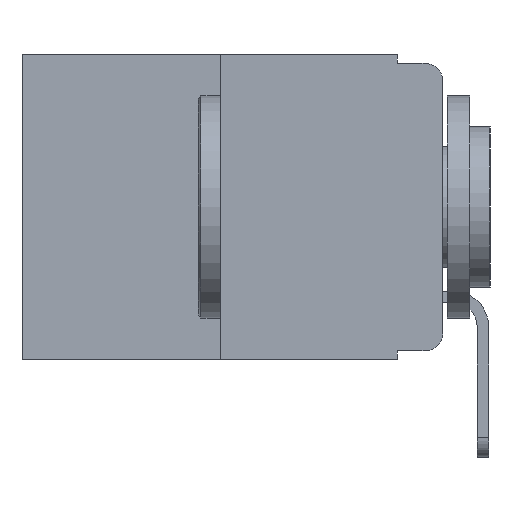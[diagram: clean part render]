
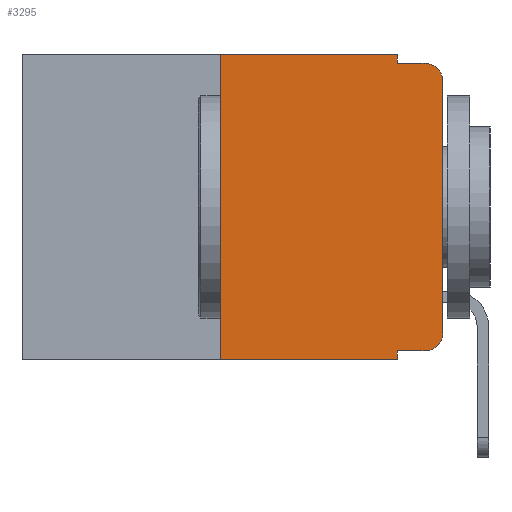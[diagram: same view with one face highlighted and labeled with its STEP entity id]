
A CAD part, left-side view. The second image highlights one B-rep face of the part: STEP entity #3295.
In plain terms, the highlighted planar face has unit normal (-1, 0, 0).
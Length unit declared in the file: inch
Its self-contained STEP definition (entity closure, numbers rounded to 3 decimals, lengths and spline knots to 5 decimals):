
#166 = DIRECTION ( 'NONE',  ( -1., 0., 0. ) ) ;
#595 = CARTESIAN_POINT ( 'NONE',  ( 0., 0.051, -0.333 ) ) ;
#751 = VERTEX_POINT ( 'NONE', #20511 ) ;
#947 = VERTEX_POINT ( 'NONE', #595 ) ;
#1135 = LINE ( 'NONE', #19571, #20232 ) ;
#1712 = CIRCLE ( 'NONE', #8962, 0.02 ) ;
#1975 = VECTOR ( 'NONE', #12642, 39.37008 ) ;
#2198 = CARTESIAN_POINT ( 'NONE',  ( 0., 0., 0. ) ) ;
#2495 = CARTESIAN_POINT ( 'NONE',  ( 0., 0.25, 0. ) ) ;
#2578 = CARTESIAN_POINT ( 'NONE',  ( 0., 0.051, 0. ) ) ;
#3295 = ADVANCED_FACE ( 'NONE', ( #4946 ), #11571, .F. ) ;
#3894 = CARTESIAN_POINT ( 'NONE',  ( 0., 0.02, -0.03 ) ) ;
#4286 = DIRECTION ( 'NONE',  ( 1., 0., 0. ) ) ;
#4518 = DIRECTION ( 'NONE',  ( 0., 0., 1. ) ) ;
#4908 = EDGE_CURVE ( 'NONE', #947, #12527, #6312, .T. ) ;
#4946 = FACE_OUTER_BOUND ( 'NONE', #23155, .T. ) ;
#5634 = VECTOR ( 'NONE', #10163, 39.37008 ) ;
#5789 = ORIENTED_EDGE ( 'NONE', *, *, #23244, .T. ) ;
#6004 = CARTESIAN_POINT ( 'NONE',  ( 0., 0.473, 0. ) ) ;
#6240 = DIRECTION ( 'NONE',  ( 0., 0., -1. ) ) ;
#6312 = LINE ( 'NONE', #19686, #22764 ) ;
#6355 = VECTOR ( 'NONE', #7554, 39.37008 ) ;
#6498 = EDGE_CURVE ( 'NONE', #7244, #22188, #22384, .T. ) ;
#6651 = LINE ( 'NONE', #2198, #6355 ) ;
#6935 = DIRECTION ( 'NONE',  ( 0., -1., 0. ) ) ;
#7244 = VERTEX_POINT ( 'NONE', #2578 ) ;
#7278 = CARTESIAN_POINT ( 'NONE',  ( 0., 0., -0.313 ) ) ;
#7360 = DIRECTION ( 'NONE',  ( -1., 0., 0. ) ) ;
#7554 = DIRECTION ( 'NONE',  ( 0., 0., 1. ) ) ;
#7582 = ORIENTED_EDGE ( 'NONE', *, *, #6498, .F. ) ;
#7874 = AXIS2_PLACEMENT_3D ( 'NONE', #3894, #166, #16871 ) ;
#8833 = CARTESIAN_POINT ( 'NONE',  ( 0., 0.051, -0.343 ) ) ;
#8962 = AXIS2_PLACEMENT_3D ( 'NONE', #14516, #7360, #16601 ) ;
#9425 = ORIENTED_EDGE ( 'NONE', *, *, #18633, .F. ) ;
#9755 = EDGE_CURVE ( 'NONE', #19753, #18206, #1135, .T. ) ;
#9988 = LINE ( 'NONE', #10095, #5634 ) ;
#10017 = VERTEX_POINT ( 'NONE', #7278 ) ;
#10095 = CARTESIAN_POINT ( 'NONE',  ( 0., 0.473, 0. ) ) ;
#10163 = DIRECTION ( 'NONE',  ( 0., -1., 0. ) ) ;
#10242 = AXIS2_PLACEMENT_3D ( 'NONE', #6004, #4286, #20929 ) ;
#10467 = EDGE_CURVE ( 'NONE', #22188, #15307, #12659, .T. ) ;
#11078 = CARTESIAN_POINT ( 'NONE',  ( 0., 0.02, -0.01 ) ) ;
#11571 = PLANE ( 'NONE',  #10242 ) ;
#11813 = LINE ( 'NONE', #18166, #1975 ) ;
#12527 = VERTEX_POINT ( 'NONE', #8833 ) ;
#12642 = DIRECTION ( 'NONE',  ( 0., -1., 0. ) ) ;
#12659 = LINE ( 'NONE', #20031, #21898 ) ;
#13345 = CARTESIAN_POINT ( 'NONE',  ( 0., 0.051, -0.01 ) ) ;
#13819 = ORIENTED_EDGE ( 'NONE', *, *, #4908, .F. ) ;
#13894 = CARTESIAN_POINT ( 'NONE',  ( 0., 0.051, 0. ) ) ;
#14516 = CARTESIAN_POINT ( 'NONE',  ( 0., 0.02, -0.313 ) ) ;
#15109 = ORIENTED_EDGE ( 'NONE', *, *, #19951, .T. ) ;
#15249 = EDGE_CURVE ( 'NONE', #751, #10017, #1712, .T. ) ;
#15307 = VERTEX_POINT ( 'NONE', #11078 ) ;
#16180 = ORIENTED_EDGE ( 'NONE', *, *, #22147, .T. ) ;
#16601 = DIRECTION ( 'NONE',  ( 0., 0., -1. ) ) ;
#16871 = DIRECTION ( 'NONE',  ( 0., 0., -1. ) ) ;
#17537 = VECTOR ( 'NONE', #6240, 39.37008 ) ;
#17886 = CIRCLE ( 'NONE', #7874, 0.02 ) ;
#17972 = VERTEX_POINT ( 'NONE', #23923 ) ;
#17983 = DIRECTION ( 'NONE',  ( 0., -1., 0. ) ) ;
#18004 = LINE ( 'NONE', #19836, #18595 ) ;
#18166 = CARTESIAN_POINT ( 'NONE',  ( 0., 0.051, -0.333 ) ) ;
#18206 = VERTEX_POINT ( 'NONE', #2495 ) ;
#18595 = VECTOR ( 'NONE', #17983, 39.37008 ) ;
#18633 = EDGE_CURVE ( 'NONE', #18206, #7244, #9988, .T. ) ;
#18972 = CARTESIAN_POINT ( 'NONE',  ( 0., 0.25, -0.343 ) ) ;
#19426 = ORIENTED_EDGE ( 'NONE', *, *, #10467, .F. ) ;
#19571 = CARTESIAN_POINT ( 'NONE',  ( 0., 0.25, 0. ) ) ;
#19686 = CARTESIAN_POINT ( 'NONE',  ( 0., 0.051, 0. ) ) ;
#19753 = VERTEX_POINT ( 'NONE', #18972 ) ;
#19836 = CARTESIAN_POINT ( 'NONE',  ( 0., 0.473, -0.343 ) ) ;
#19951 = EDGE_CURVE ( 'NONE', #19753, #12527, #18004, .T. ) ;
#20031 = CARTESIAN_POINT ( 'NONE',  ( 0., 0.051, -0.01 ) ) ;
#20232 = VECTOR ( 'NONE', #4518, 39.37008 ) ;
#20511 = CARTESIAN_POINT ( 'NONE',  ( 0., 0.02, -0.333 ) ) ;
#20929 = DIRECTION ( 'NONE',  ( 0., 0., -1. ) ) ;
#21397 = ORIENTED_EDGE ( 'NONE', *, *, #15249, .T. ) ;
#21510 = ORIENTED_EDGE ( 'NONE', *, *, #9755, .F. ) ;
#21898 = VECTOR ( 'NONE', #6935, 39.37008 ) ;
#22147 = EDGE_CURVE ( 'NONE', #10017, #17972, #6651, .T. ) ;
#22188 = VERTEX_POINT ( 'NONE', #13345 ) ;
#22384 = LINE ( 'NONE', #13894, #17537 ) ;
#22764 = VECTOR ( 'NONE', #23221, 39.37008 ) ;
#23155 = EDGE_LOOP ( 'NONE', ( #16180, #23707, #19426, #7582, #9425, #21510, #15109, #13819, #5789, #21397 ) ) ;
#23221 = DIRECTION ( 'NONE',  ( 0., 0., -1. ) ) ;
#23244 = EDGE_CURVE ( 'NONE', #947, #751, #11813, .T. ) ;
#23602 = EDGE_CURVE ( 'NONE', #17972, #15307, #17886, .T. ) ;
#23707 = ORIENTED_EDGE ( 'NONE', *, *, #23602, .T. ) ;
#23923 = CARTESIAN_POINT ( 'NONE',  ( 0., 0., -0.03 ) ) ;
